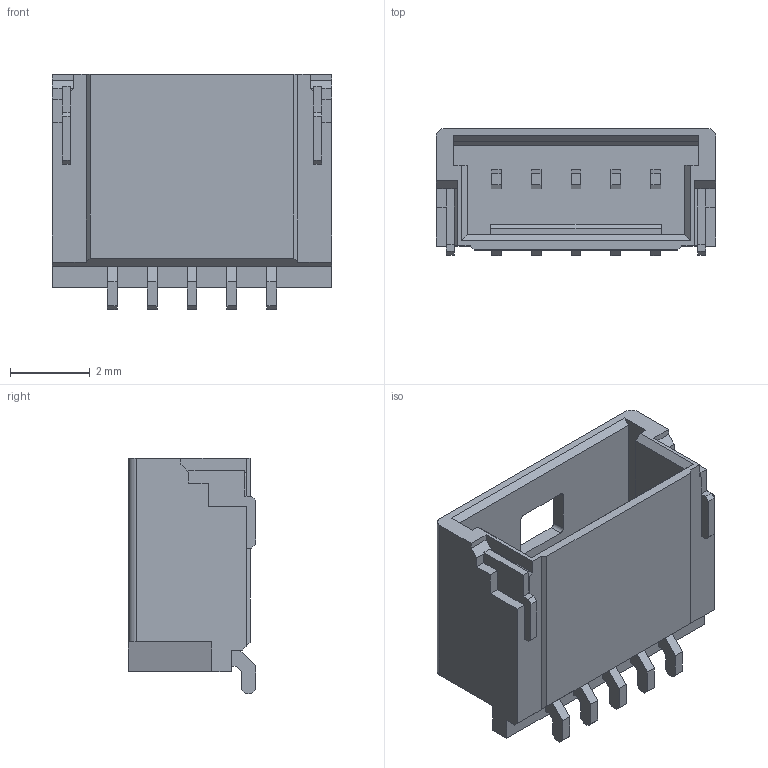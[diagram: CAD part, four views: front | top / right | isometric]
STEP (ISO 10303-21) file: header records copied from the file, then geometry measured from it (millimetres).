
FILE_DESCRIPTION((''),'2;1');
FILE_NAME('2023960507','2017-07-18T',('ksrinivasara'),(''),'PRO/ENGINEER BY PARAMETRIC TECHNOLOGY CORPORATION, 2012310','PRO/ENGINEER BY PARAMETRIC TECHNOLOGY CORPORATION, 2012310','');
FILE_SCHEMA(('CONFIG_CONTROL_DESIGN'));
Length unit declared in the file: millimetre
Products named in the file (1): 2023960507
Bounding box: 7 x 3.19 x 5.9 mm (x, y, z)
Volume: 57.9 mm3; surface area: 230.8 mm2
Topology: 1 solids, 1 shells, 175 faces, 517 edges, 350 vertices
Faces by surface type: plane 169, cylinder 6
Entity records: 5725 total; most frequent: CARTESIAN_POINT 1015, ORIENTED_EDGE 978, DIRECTION 881, VECTOR 505, LINE 505, EDGE_CURVE 489, VERTEX_POINT 322, AXIS2_PLACEMENT_3D 188
